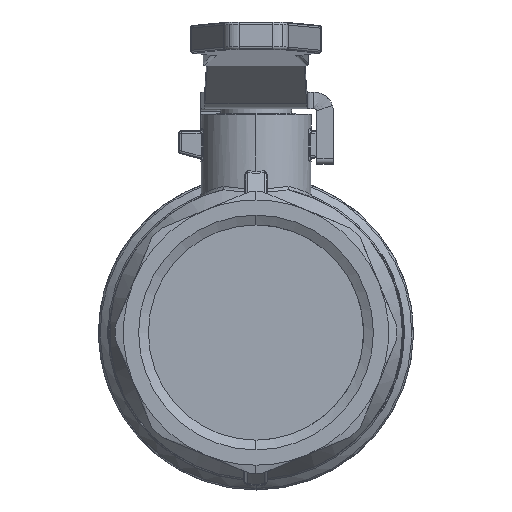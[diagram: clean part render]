
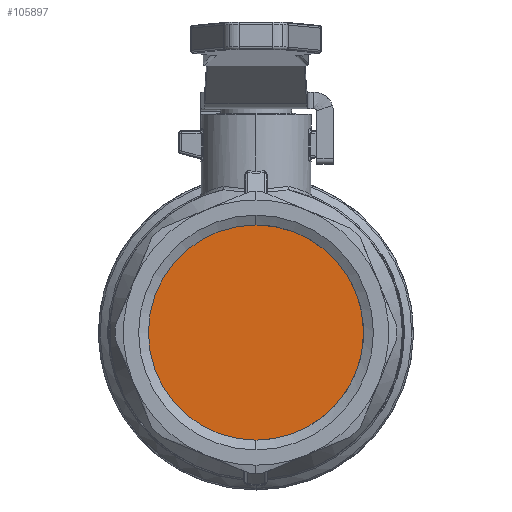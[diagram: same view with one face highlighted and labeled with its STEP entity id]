
A CAD part, left-side view. The second image highlights one B-rep face of the part: STEP entity #105897.
In plain terms, the highlighted planar face has unit normal (-1, 0, 0).
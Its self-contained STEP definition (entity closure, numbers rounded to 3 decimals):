
#10553=CARTESIAN_POINT('',(-24.5,-0.,-19.476));
#10554=VERTEX_POINT('',#10553);
#10563=CARTESIAN_POINT('',(-24.5,0.,0.));
#10564=DIRECTION('',(-1.,-0.,-0.));
#10565=DIRECTION('',(0.,0.,-1.));
#10566=AXIS2_PLACEMENT_3D('',#10563,#10564,#10565);
#10567=CIRCLE('',#10566,19.476);
#10568=EDGE_CURVE('',#10554,#10554,#10567,.T.);
#105889=CARTESIAN_POINT('',(-24.5,17.238,0.));
#105890=DIRECTION('',(1.,0.,0.));
#105891=DIRECTION('',(0.,1.,0.));
#105892=AXIS2_PLACEMENT_3D('',#105889,#105890,#105891);
#105893=PLANE('',#105892);
#105894=ORIENTED_EDGE('',*,*,#10568,.T.);
#105895=EDGE_LOOP('',(#105894));
#105896=FACE_BOUND('',#105895,.T.);
#105897=ADVANCED_FACE('',(#105896),#105893,.F.);
